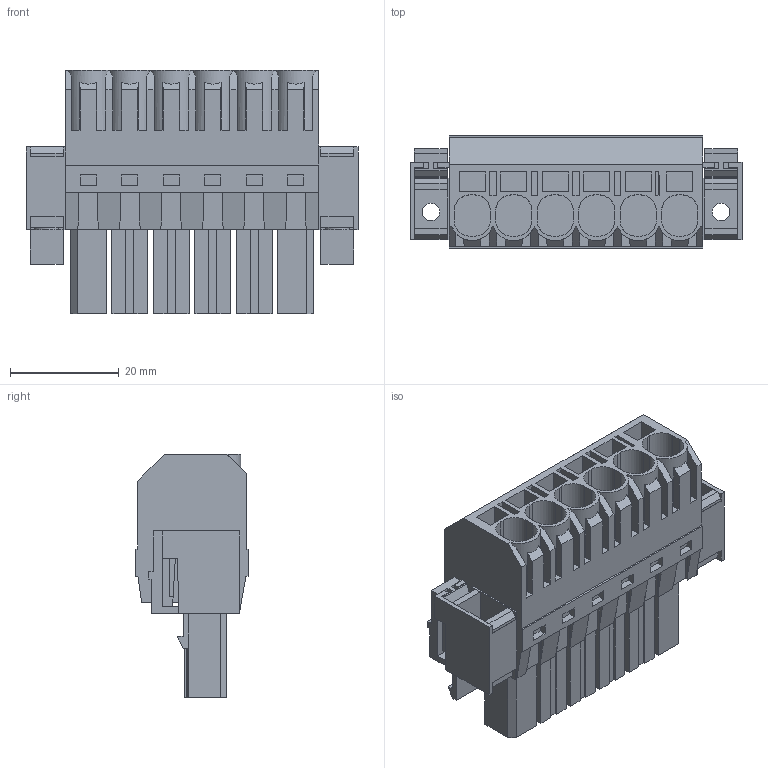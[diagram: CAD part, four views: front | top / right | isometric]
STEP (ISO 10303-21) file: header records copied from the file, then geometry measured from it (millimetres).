
FILE_DESCRIPTION(('CATIA V5 STEP Exchange','CAx-IF Rec.Pracs.--- Model Styling and Organization---1.4--- 2014-01-23'),'2;1');
FILE_NAME ('D1447933_1_1060490000_1060490000.stp','2023-09-07T12:48:48+00:00',('none'),('Weidmueller'),'CATIA Version 5-6 Release 2016 SP3 HF44','CATIA V5 STEP AP214','none');
FILE_SCHEMA(('AUTOMOTIVE_DESIGN { 1 0 10303 214 1 1 1 1 }'));
Length unit declared in the file: millimetre
Products named in the file (1): 1060490000
Bounding box: 60.96 x 20.6 x 44.7 mm (x, y, z)
Volume: 27789.2 mm3; surface area: 15628.2 mm2
Topology: 3 solids, 3 shells, 697 faces, 2014 edges, 1362 vertices
Faces by surface type: plane 659, cylinder 38
Entity records: 21751 total; most frequent: CARTESIAN_POINT 4235, ORIENTED_EDGE 4028, DIRECTION 2875, EDGE_CURVE 2014, VECTOR 1914, LINE 1914, VERTEX_POINT 1362, EDGE_LOOP 744
